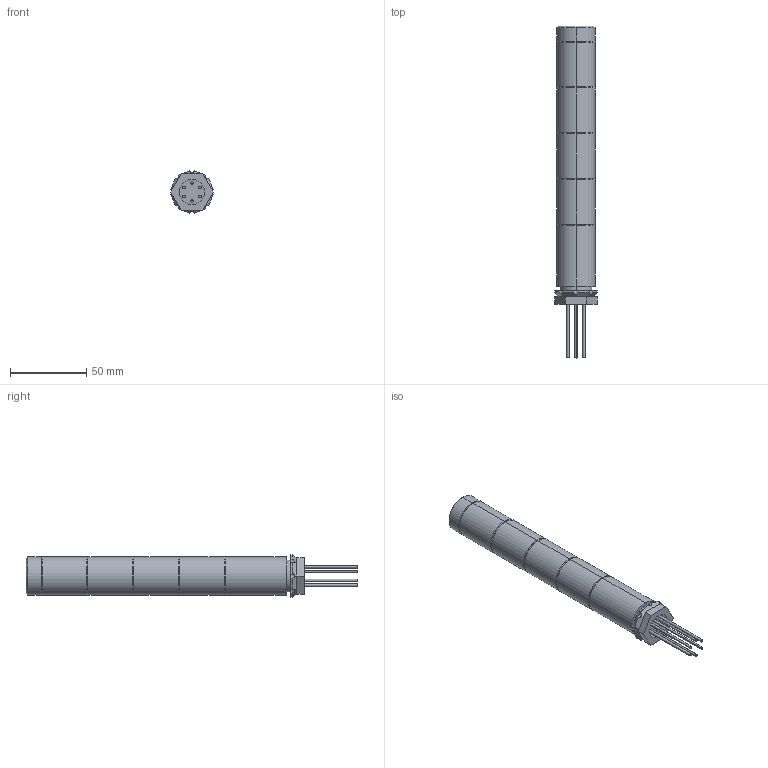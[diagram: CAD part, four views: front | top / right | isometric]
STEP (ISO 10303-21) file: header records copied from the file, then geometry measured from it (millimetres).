
FILE_DESCRIPTION (( 'STEP AP214' ), '1' );
FILE_NAME ('MES-402A-RYGB.step', '2016-10-25T14:45:57', ( '' ), ( '' ), 'SwSTEP 2.0', 'SolidWorks 2016', '' );
FILE_SCHEMA (( 'AUTOMOTIVE_DESIGN' ));
Length unit declared in the file: millimetre
Products named in the file (1): MES-402A-RYGB
Bounding box: 27.89 x 217 x 27.89 mm (x, y, z)
Volume: 77795 mm3; surface area: 28576.3 mm2
Topology: 15 solids, 15 shells, 156 faces, 328 edges, 207 vertices
Faces by surface type: plane 77, cylinder 53, torus 20, cone 6
Entity records: 4353 total; most frequent: DIRECTION 773, CARTESIAN_POINT 746, ORIENTED_EDGE 656, EDGE_CURVE 328, AXIS2_PLACEMENT_3D 306, VERTEX_POINT 207, EDGE_LOOP 167, VECTOR 161
